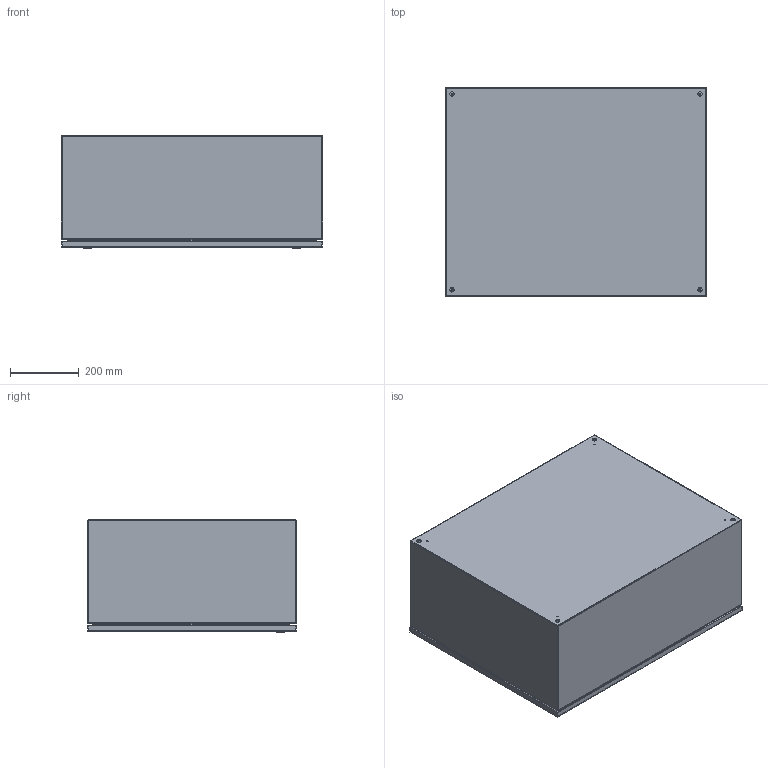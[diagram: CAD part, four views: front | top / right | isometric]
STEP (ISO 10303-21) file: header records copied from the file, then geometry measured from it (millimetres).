
FILE_DESCRIPTION (( 'STEP AP214' ), '1' );
FILE_NAME ('EN4SD302412WSS.STEP', '2019-11-11T20:13:41', ( '' ), ( '' ), 'SwSTEP 2.0', 'SolidWorks 2019', '' );
FILE_SCHEMA (( 'AUTOMOTIVE_DESIGN' ));
Length unit declared in the file: inch
Products named in the file (1): EN4SD302412WSS
Bounding box: 762 x 609.6 x 330.12 mm (x, y, z)
Volume: 5119576.8 mm3; surface area: 4326195.4 mm2
Topology: 84 solids, 85 shells, 1631 faces, 3569 edges, 2162 vertices
Faces by surface type: plane 830, cylinder 505, cone 166, bspline 94, torus 36
Entity records: 69168 total; most frequent: CARTESIAN_POINT 11649, DIRECTION 7611, ORIENTED_EDGE 7106, EDGE_CURVE 3553, AXIS2_PLACEMENT_3D 2910, VERTEX_POINT 2162, EDGE_LOOP 1817, LINE 1791
